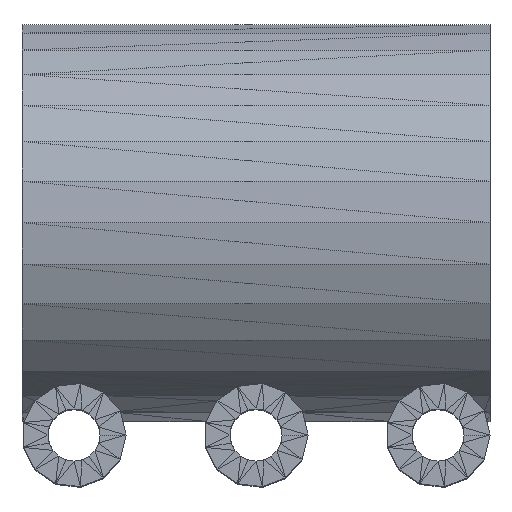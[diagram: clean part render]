
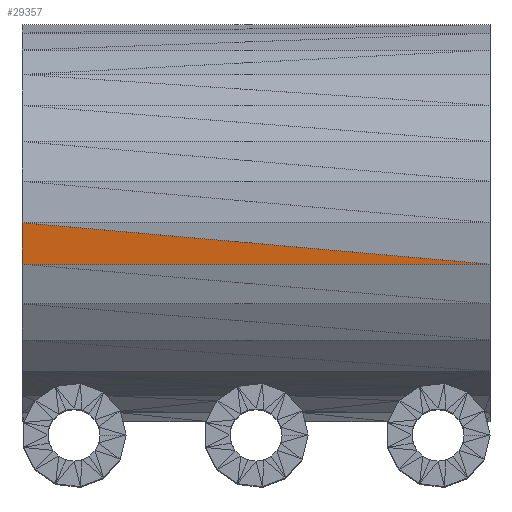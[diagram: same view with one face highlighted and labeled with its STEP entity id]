
A CAD part, top view. The second image highlights one B-rep face of the part: STEP entity #29357.
In plain terms, the highlighted planar face has unit normal (0, -0.104, 0.995).
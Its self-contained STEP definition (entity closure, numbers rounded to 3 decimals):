
#10364 = VERTEX_POINT('',#10365);
#10365 = CARTESIAN_POINT('',(-25.,-3.191,15.015));
#10374 = PLANE('',#10375);
#10375 = AXIS2_PLACEMENT_3D('',#10376,#10377,#10378);
#10376 = CARTESIAN_POINT('',(-6.233,-3.988,
    14.756));
#10377 = DIRECTION('',(0.,0.309,-0.951)
  );
#10378 = DIRECTION('',(0.,-0.951,-0.309
    ));
#10398 = VERTEX_POINT('',#10399);
#10399 = CARTESIAN_POINT('',(11.,-3.191,15.015));
#10424 = EDGE_CURVE('',#10398,#10364,#10425,.T.);
#10425 = SURFACE_CURVE('',#10426,(#10430,#10437),.PCURVE_S1.);
#10426 = LINE('',#10427,#10428);
#10427 = CARTESIAN_POINT('',(11.,-3.191,15.015));
#10428 = VECTOR('',#10429,1.);
#10429 = DIRECTION('',(-1.,0.,0.));
#10430 = PCURVE('',#10374,#10431);
#10431 = DEFINITIONAL_REPRESENTATION('',(#10432),#10436);
#10432 = LINE('',#10433,#10434);
#10433 = CARTESIAN_POINT('',(-0.838,-17.233));
#10434 = VECTOR('',#10435,1.);
#10435 = DIRECTION('',(0.,1.));
#10436 = ( GEOMETRIC_REPRESENTATION_CONTEXT(2) 
PARAMETRIC_REPRESENTATION_CONTEXT() REPRESENTATION_CONTEXT('2D SPACE',''
  ) );
#10437 = PCURVE('',#10438,#10443);
#10438 = PLANE('',#10439);
#10439 = AXIS2_PLACEMENT_3D('',#10440,#10441,#10442);
#10440 = CARTESIAN_POINT('',(-7.767,-2.358,
    15.102));
#10441 = DIRECTION('',(0.,-0.105,
    0.995));
#10442 = DIRECTION('',(0.,0.995,0.105));
#10443 = DEFINITIONAL_REPRESENTATION('',(#10444),#10447);
#10444 = B_SPLINE_CURVE_WITH_KNOTS('',1,(#10445,#10446),.UNSPECIFIED.,
  .F.,.F.,(2,2),(0.,36.),.PIECEWISE_BEZIER_KNOTS.);
#10445 = CARTESIAN_POINT('',(-0.838,-18.767));
#10446 = CARTESIAN_POINT('',(-0.838,17.233));
#10447 = ( GEOMETRIC_REPRESENTATION_CONTEXT(2) 
PARAMETRIC_REPRESENTATION_CONTEXT() REPRESENTATION_CONTEXT('2D SPACE',''
  ) );
#11964 = VERTEX_POINT('',#11965);
#11965 = CARTESIAN_POINT('',(-25.,0.,15.35));
#12004 = PLANE('',#12005);
#12005 = AXIS2_PLACEMENT_3D('',#12006,#12007,#12008);
#12006 = CARTESIAN_POINT('',(-6.233,-0.833,
    15.262));
#12007 = DIRECTION('',(0.,0.105,
    -0.995));
#12008 = DIRECTION('',(0.,-0.995,
    -0.105));
#24168 = PLANE('',#24169);
#24169 = AXIS2_PLACEMENT_3D('',#24170,#24171,#24172);
#24170 = CARTESIAN_POINT('',(-25.,-2.859,13.45));
#24171 = DIRECTION('',(1.,0.,-0.));
#24172 = DIRECTION('',(0.,0.,1.));
#24204 = EDGE_CURVE('',#10364,#11964,#24205,.T.);
#24205 = SURFACE_CURVE('',#24206,(#24210,#24217),.PCURVE_S1.);
#24206 = LINE('',#24207,#24208);
#24207 = CARTESIAN_POINT('',(-25.,-3.191,15.015));
#24208 = VECTOR('',#24209,1.);
#24209 = DIRECTION('',(0.,0.995,0.105));
#24210 = PCURVE('',#24168,#24211);
#24211 = DEFINITIONAL_REPRESENTATION('',(#24212),#24216);
#24212 = LINE('',#24213,#24214);
#24213 = CARTESIAN_POINT('',(1.565,0.333));
#24214 = VECTOR('',#24215,1.);
#24215 = DIRECTION('',(0.105,-0.995));
#24216 = ( GEOMETRIC_REPRESENTATION_CONTEXT(2) 
PARAMETRIC_REPRESENTATION_CONTEXT() REPRESENTATION_CONTEXT('2D SPACE',''
  ) );
#24217 = PCURVE('',#10438,#24218);
#24218 = DEFINITIONAL_REPRESENTATION('',(#24219),#24222);
#24219 = B_SPLINE_CURVE_WITH_KNOTS('',1,(#24220,#24221),.UNSPECIFIED.,
  .F.,.F.,(2,2),(0.,3.209),.PIECEWISE_BEZIER_KNOTS.);
#24220 = CARTESIAN_POINT('',(-0.838,17.233));
#24221 = CARTESIAN_POINT('',(2.371,17.233));
#24222 = ( GEOMETRIC_REPRESENTATION_CONTEXT(2) 
PARAMETRIC_REPRESENTATION_CONTEXT() REPRESENTATION_CONTEXT('2D SPACE',''
  ) );
#29336 = EDGE_CURVE('',#11964,#10398,#29337,.T.);
#29337 = SURFACE_CURVE('',#29338,(#29342,#29349),.PCURVE_S1.);
#29338 = LINE('',#29339,#29340);
#29339 = CARTESIAN_POINT('',(-25.,0.,15.35));
#29340 = VECTOR('',#29341,1.);
#29341 = DIRECTION('',(0.996,-0.088,
    -0.009));
#29342 = PCURVE('',#12004,#29343);
#29343 = DEFINITIONAL_REPRESENTATION('',(#29344),#29348);
#29344 = LINE('',#29345,#29346);
#29345 = CARTESIAN_POINT('',(-0.838,18.767));
#29346 = VECTOR('',#29347,1.);
#29347 = DIRECTION('',(0.089,-0.996));
#29348 = ( GEOMETRIC_REPRESENTATION_CONTEXT(2) 
PARAMETRIC_REPRESENTATION_CONTEXT() REPRESENTATION_CONTEXT('2D SPACE',''
  ) );
#29349 = PCURVE('',#10438,#29350);
#29350 = DEFINITIONAL_REPRESENTATION('',(#29351),#29354);
#29351 = B_SPLINE_CURVE_WITH_KNOTS('',1,(#29352,#29353),.UNSPECIFIED.,
  .F.,.F.,(2,2),(0.,36.143),.PIECEWISE_BEZIER_KNOTS.);
#29352 = CARTESIAN_POINT('',(2.371,17.233));
#29353 = CARTESIAN_POINT('',(-0.838,-18.767));
#29354 = ( GEOMETRIC_REPRESENTATION_CONTEXT(2) 
PARAMETRIC_REPRESENTATION_CONTEXT() REPRESENTATION_CONTEXT('2D SPACE',''
  ) );
#29357 = ADVANCED_FACE('',(#29358),#10438,.T.);
#29358 = FACE_BOUND('',#29359,.T.);
#29359 = EDGE_LOOP('',(#29360,#29361,#29362));
#29360 = ORIENTED_EDGE('',*,*,#29336,.F.);
#29361 = ORIENTED_EDGE('',*,*,#24204,.F.);
#29362 = ORIENTED_EDGE('',*,*,#10424,.F.);
